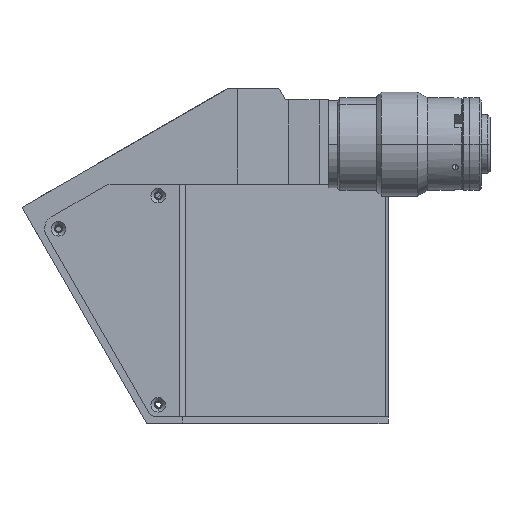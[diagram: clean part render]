
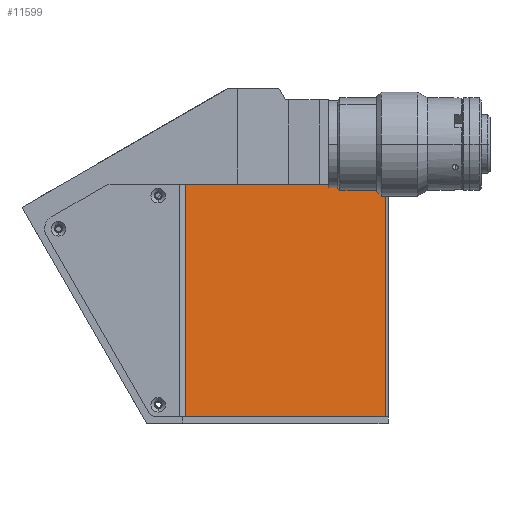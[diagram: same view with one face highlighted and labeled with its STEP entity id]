
A CAD part, top view. The second image highlights one B-rep face of the part: STEP entity #11599.
In plain terms, the highlighted planar face has unit normal (0.707, 0, 0.707).
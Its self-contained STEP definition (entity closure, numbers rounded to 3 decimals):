
#58 = CARTESIAN_POINT ( 'NONE',  ( 60.828, -59., 258.052 ) ) ;
#156 = CARTESIAN_POINT ( 'NONE',  ( 60.828, 41.5, 258.052 ) ) ;
#650 = LINE ( 'NONE', #8211, #3601 ) ;
#761 = ORIENTED_EDGE ( 'NONE', *, *, #13307, .F. ) ;
#842 = ORIENTED_EDGE ( 'NONE', *, *, #13281, .F. ) ;
#1141 = CARTESIAN_POINT ( 'NONE',  ( -25.615, -59., 344.496 ) ) ;
#1779 = VERTEX_POINT ( 'NONE', #58 ) ;
#2448 = LINE ( 'NONE', #8799, #5552 ) ;
#2655 = LINE ( 'NONE', #10446, #3396 ) ;
#3396 = VECTOR ( 'NONE', #10448, 1000. ) ;
#3601 = VECTOR ( 'NONE', #8207, 1000. ) ;
#4135 = EDGE_LOOP ( 'NONE', ( #4878, #842, #6448, #761 ) ) ;
#4878 = ORIENTED_EDGE ( 'NONE', *, *, #13284, .T. ) ;
#5445 = DIRECTION ( 'NONE',  ( -0.707, 0., 0.707 ) ) ;
#5460 = DIRECTION ( 'NONE',  ( 0.707, 0., 0.707 ) ) ;
#5462 = CARTESIAN_POINT ( 'NONE',  ( 61.414, -277.546, 257.466 ) ) ;
#5552 = VECTOR ( 'NONE', #8636, 1000. ) ;
#5641 = CARTESIAN_POINT ( 'NONE',  ( -25.615, 41.5, 344.496 ) ) ;
#5800 = PLANE ( 'NONE',  #11881 ) ;
#6448 = ORIENTED_EDGE ( 'NONE', *, *, #13010, .F. ) ;
#8207 = DIRECTION ( 'NONE',  ( 0., 1., 0. ) ) ;
#8211 = CARTESIAN_POINT ( 'NONE',  ( -25.615, -277.546, 344.496 ) ) ;
#8592 = DIRECTION ( 'NONE',  ( 0.707, 0., -0.707 ) ) ;
#8636 = DIRECTION ( 'NONE',  ( 0., -1., 0. ) ) ;
#8786 = CARTESIAN_POINT ( 'NONE',  ( 61.414, -59., 257.466 ) ) ;
#8799 = CARTESIAN_POINT ( 'NONE',  ( 60.828, -277.546, 258.052 ) ) ;
#9076 = VERTEX_POINT ( 'NONE', #5641 ) ;
#9670 = LINE ( 'NONE', #8786, #10727 ) ;
#9796 = VERTEX_POINT ( 'NONE', #1141 ) ;
#10446 = CARTESIAN_POINT ( 'NONE',  ( 61.414, 41.5, 257.466 ) ) ;
#10448 = DIRECTION ( 'NONE',  ( 0.707, 0., -0.707 ) ) ;
#10727 = VECTOR ( 'NONE', #8592, 1000. ) ;
#11098 = FACE_OUTER_BOUND ( 'NONE', #4135, .T. ) ;
#11599 = ADVANCED_FACE ( 'NONE', ( #11098 ), #5800, .T. ) ;
#11881 = AXIS2_PLACEMENT_3D ( 'NONE', #5462, #5460, #5445 ) ;
#12272 = VERTEX_POINT ( 'NONE', #156 ) ;
#13010 = EDGE_CURVE ( 'NONE', #9076, #12272, #2655, .T. ) ;
#13281 = EDGE_CURVE ( 'NONE', #12272, #1779, #2448, .T. ) ;
#13284 = EDGE_CURVE ( 'NONE', #9796, #1779, #9670, .T. ) ;
#13307 = EDGE_CURVE ( 'NONE', #9796, #9076, #650, .T. ) ;
